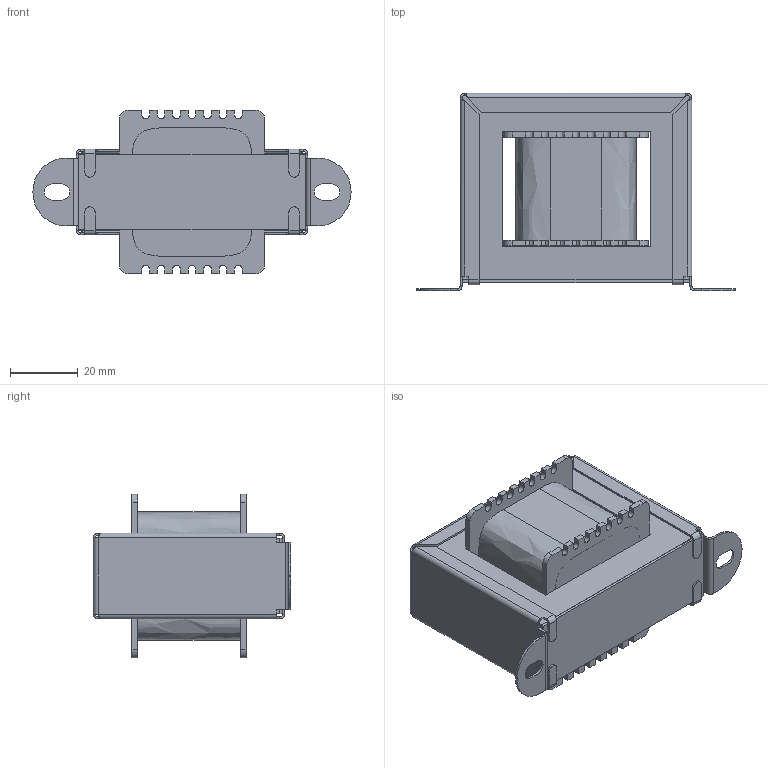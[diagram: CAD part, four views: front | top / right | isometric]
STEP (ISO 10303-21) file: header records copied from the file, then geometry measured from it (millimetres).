
FILE_DESCRIPTION(('HOOPS Exchange Step'),'2;1');
FILE_NAME('d9188fca0966a901e283ecf3dd7c74f220200622-3991-11c9wor.SLDPRT.step','2020-06-22T20:59:34+00:00',('converter2'),('Unknown organisation'),'HOOPS Exchange 2019.2','HOOPS Exchange','Unknown authorisation');
FILE_SCHEMA( ('AUTOMOTIVE_DESIGN { 1 0 10303 214 1 1 1 1 }') );
Length unit declared in the file: inch
Products named in the file (2): Default; d9188fca0966a901e283ecf3dd7c74f220200622-3991-11c9wor
Assembly tree (1 placements, depth 2):
  d9188fca0966a901e283ecf3dd7c74f220200622-3991-11c9wor
    Default
Bounding box: 94.13 x 58.42 x 48.51 mm (x, y, z)
Volume: 102243.4 mm3; surface area: 38643 mm2
Topology: 3 solids, 3 shells, 322 faces, 828 edges, 512 vertices
Faces by surface type: plane 220, cylinder 90, bspline 12
Entity records: 10031 total; most frequent: CARTESIAN_POINT 1925, ORIENTED_EDGE 1656, DIRECTION 1630, EDGE_CURVE 828, VECTOR 636, LINE 636, VERTEX_POINT 512, AXIS2_PLACEMENT_3D 497
